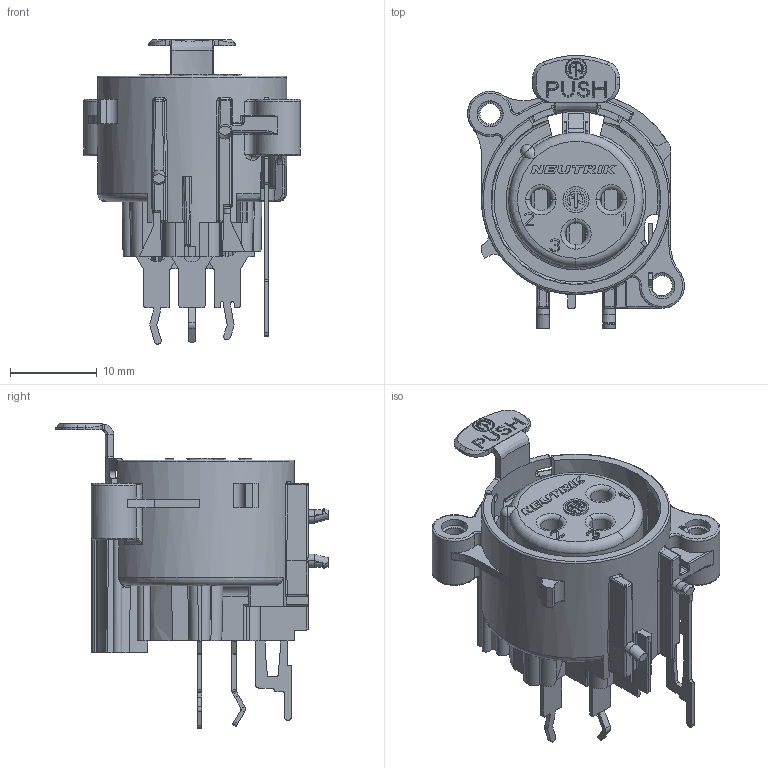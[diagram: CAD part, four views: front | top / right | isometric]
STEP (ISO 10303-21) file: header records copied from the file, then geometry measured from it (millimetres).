
FILE_DESCRIPTION((''),'2;1');
FILE_NAME('30010609','2023-06-20T10:36:52',('SYSTEM'),(''),'CREO PARAMETRIC BY PTC INC, 2021184','CREO PARAMETRIC BY PTC INC, 2021184','');
FILE_SCHEMA(('CONFIG_CONTROL_DESIGN'));
Length unit declared in the file: millimetre
Products named in the file (1): 30010609
Bounding box: 25 x 31.41 x 35.06 mm (x, y, z)
Volume: 5760.4 mm3; surface area: 5326.4 mm2
Topology: 1 solids, 3 shells, 1365 faces, 3671 edges, 2331 vertices
Faces by surface type: plane 791, cylinder 355, bspline 105, torus 55, cone 37, sphere 20, extrusion 2
Entity records: 46587 total; most frequent: CARTESIAN_POINT 13139, ORIENTED_EDGE 7332, DIRECTION 6482, EDGE_CURVE 3666, VECTOR 2334, LINE 2332, VERTEX_POINT 2331, AXIS2_PLACEMENT_3D 2074
